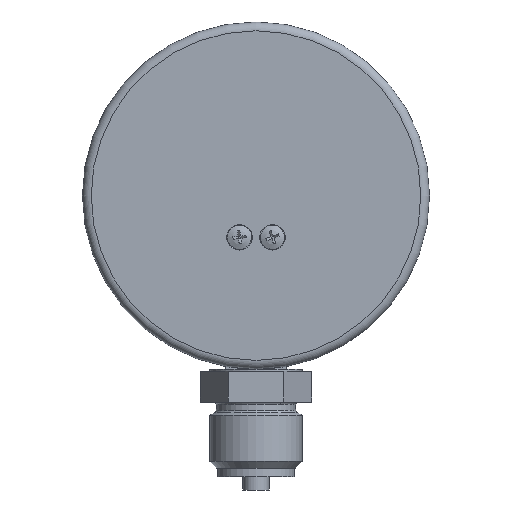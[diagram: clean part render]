
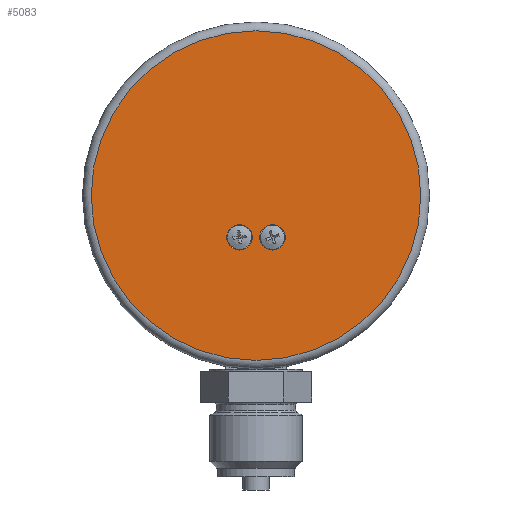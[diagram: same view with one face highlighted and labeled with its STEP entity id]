
A CAD part, left-side view. The second image highlights one B-rep face of the part: STEP entity #5083.
In plain terms, the highlighted face is planar.
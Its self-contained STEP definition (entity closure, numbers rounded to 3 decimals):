
#1170=PLANE('',#5564);
#1358=FACE_BOUND('',#2080,.T.);
#1359=FACE_BOUND('',#2081,.T.);
#1657=FACE_OUTER_BOUND('',#2079,.T.);
#2079=EDGE_LOOP('',(#4609));
#2080=EDGE_LOOP('',(#4610));
#2081=EDGE_LOOP('',(#4611));
#2331=CIRCLE('',#5545,2.9);
#2333=CIRCLE('',#5549,2.9);
#2340=CIRCLE('',#5563,37.5);
#2770=VERTEX_POINT('',#8441);
#2772=VERTEX_POINT('',#8447);
#2779=VERTEX_POINT('',#8468);
#3399=EDGE_CURVE('',#2770,#2770,#2331,.T.);
#3401=EDGE_CURVE('',#2772,#2772,#2333,.T.);
#3408=EDGE_CURVE('',#2779,#2779,#2340,.T.);
#4609=ORIENTED_EDGE('',*,*,#3408,.T.);
#4610=ORIENTED_EDGE('',*,*,#3399,.T.);
#4611=ORIENTED_EDGE('',*,*,#3401,.T.);
#5083=ADVANCED_FACE('',(#1657,#1358,#1359),#1170,.T.);
#5545=AXIS2_PLACEMENT_3D('',#8442,#6870,#6871);
#5549=AXIS2_PLACEMENT_3D('',#8448,#6878,#6879);
#5563=AXIS2_PLACEMENT_3D('',#8469,#6906,#6907);
#5564=AXIS2_PLACEMENT_3D('',#8470,#6908,#6909);
#6870=DIRECTION('center_axis',(0.,1.,0.));
#6871=DIRECTION('ref_axis',(1.,0.,0.));
#6878=DIRECTION('center_axis',(0.,1.,0.));
#6879=DIRECTION('ref_axis',(1.,0.,0.));
#6906=DIRECTION('center_axis',(0.,-1.,0.));
#6907=DIRECTION('ref_axis',(1.,0.,0.));
#6908=DIRECTION('center_axis',(0.,-1.,0.));
#6909=DIRECTION('ref_axis',(0.,0.,-1.));
#8441=CARTESIAN_POINT('',(12.4,0.,3.75));
#8442=CARTESIAN_POINT('Origin',(9.5,0.,3.75));
#8447=CARTESIAN_POINT('',(12.4,0.,-3.75));
#8448=CARTESIAN_POINT('Origin',(9.5,0.,-3.75));
#8468=CARTESIAN_POINT('',(37.5,0.,0.));
#8469=CARTESIAN_POINT('Origin',(0.,0.,0.));
#8470=CARTESIAN_POINT('Origin',(0.,0.,0.));
